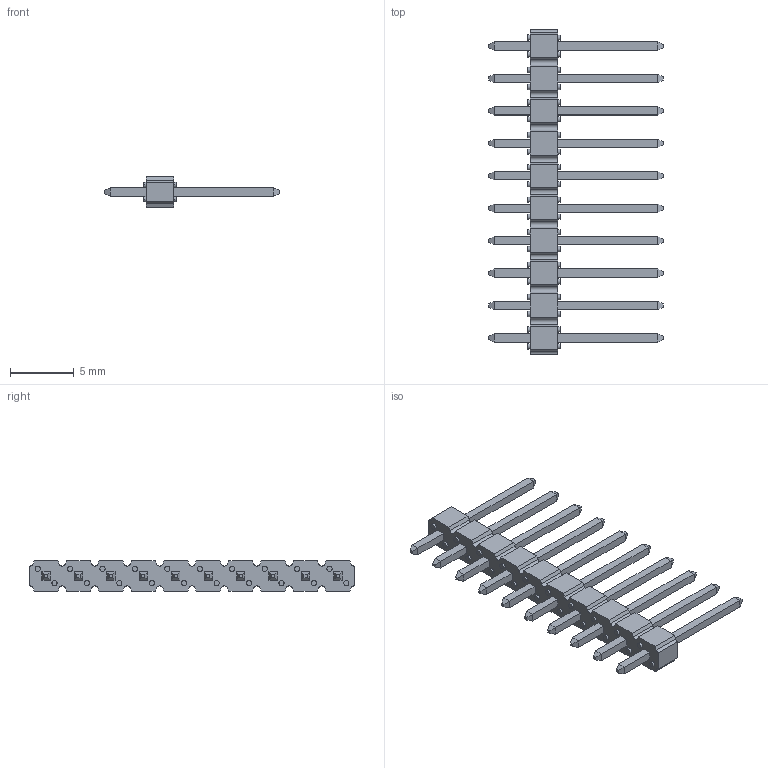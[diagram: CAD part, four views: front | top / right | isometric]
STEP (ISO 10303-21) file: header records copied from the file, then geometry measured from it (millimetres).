
FILE_DESCRIPTION((''),'2;1');
FILE_NAME('MSBR-1','2014-07-08T',('guohe'),('FCI'),'PRO/ENGINEER BY PARAMETRIC TECHNOLOGY CORPORATION, 2013150','PRO/ENGINEER BY PARAMETRIC TECHNOLOGY CORPORATION, 2013150','');
FILE_SCHEMA(('AUTOMOTIVE_DESIGN { 1 0 10303 214 1 1 1 1 }'));
Length unit declared in the file: millimetre
Products named in the file (1): MSBR-1
Bounding box: 13.67 x 25.4 x 2.41 mm (x, y, z)
Volume: 168.4 mm3; surface area: 543.2 mm2
Topology: 1 solids, 1 shells, 386 faces, 892 edges, 568 vertices
Faces by surface type: plane 284, cylinder 102
Entity records: 11027 total; most frequent: DIRECTION 1868, CARTESIAN_POINT 1848, ORIENTED_EDGE 1784, EDGE_CURVE 892, VECTOR 688, LINE 688, AXIS2_PLACEMENT_3D 590, VERTEX_POINT 568
